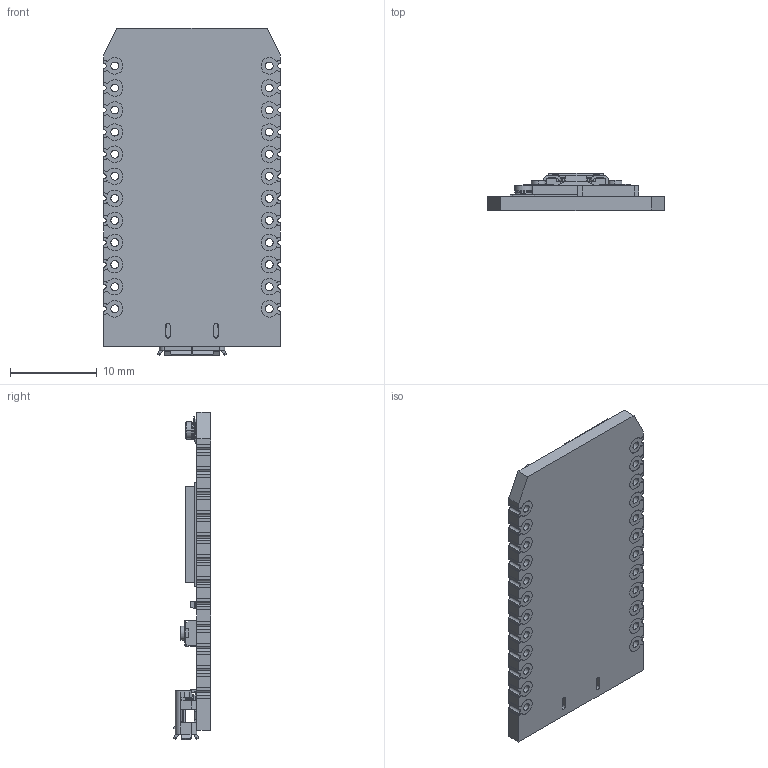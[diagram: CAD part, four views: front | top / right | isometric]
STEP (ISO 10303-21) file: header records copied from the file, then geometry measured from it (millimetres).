
FILE_DESCRIPTION (( 'STEP AP214' ), '1' );
FILE_NAME ('Photon_No_Headers.STEP', '2018-10-31T13:31:24', ( '' ), ( '' ), 'SwSTEP 2.0', 'SolidWorks 2018', '' );
FILE_SCHEMA (( 'AUTOMOTIVE_DESIGN' ));
Length unit declared in the file: millimetre
Products named in the file (10): 13764.STEP; singleled.STEP; Antenna.STEP; PhotonChip.STEP; SMDButton.STEP; CLVBA-FKA.STEP; RECE.20279.STEP; 475890001.STEP; Board.STEP; Photon_No_Headers
Assembly tree (10 placements, depth 3):
  Photon_No_Headers
    13764.STEP
      Board.STEP
      475890001.STEP
      RECE.20279.STEP
      CLVBA-FKA.STEP
      SMDButton.STEP  x2
      PhotonChip.STEP
      Antenna.STEP
      singleled.STEP
Bounding box: 20.37 x 4.34 x 37.65 mm (x, y, z)
Volume: 1400.5 mm3; surface area: 2638.5 mm2
Topology: 26 solids, 26 shells, 1437 faces, 3959 edges, 2584 vertices
Faces by surface type: plane 877, cylinder 527, bspline 14, cone 12, torus 5, sphere 2
Entity records: 46859 total; most frequent: CARTESIAN_POINT 8223, DIRECTION 7493, ORIENTED_EDGE 7488, EDGE_CURVE 3744, VECTOR 2645, LINE 2645, VERTEX_POINT 2445, AXIS2_PLACEMENT_3D 2424
